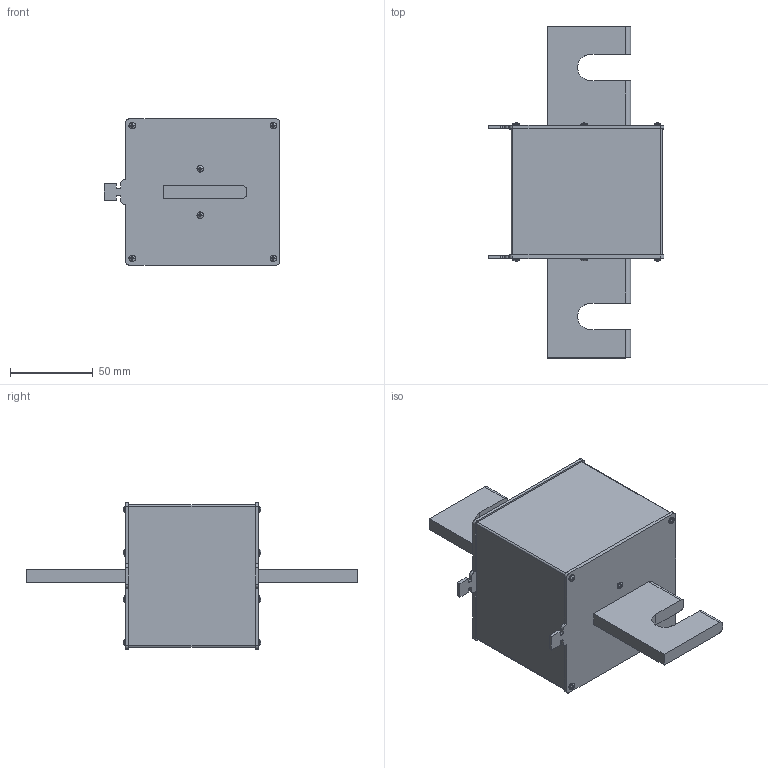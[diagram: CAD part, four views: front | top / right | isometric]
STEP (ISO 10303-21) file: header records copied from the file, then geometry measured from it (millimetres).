
FILE_DESCRIPTION (( 'STEP AP203' ), '1' );
FILE_NAME ('Ïðåäîõðàíèòåëè ïëàâêèå ÏÏÍ-41 (4) EKF PROxima.STEP', '2016-11-02T19:52:01', ( '' ), ( '' ), 'SwSTEP 2.0', 'SolidWorks 2014', '' );
FILE_SCHEMA (( 'CONFIG_CONTROL_DESIGN' ));
Length unit declared in the file: millimetre
Products named in the file (3): pan head cross recess screw_din_ISO 7045 - M2 x 3 - Z --- 3N; Ïðåäîõðàíèòåëè ïëàâêèå ÏÏÍ-41 (4) EKF PROxima
Assembly tree (13 placements, depth 2):
  Ïðåäîõðàíèòåëè ïëàâêèå ÏÏÍ-41 (4) EKF PROxima
    Ïðåäîõðàíèòåëè ïëàâêèå ÏÏÍ-41 (4) EKF PROxima
    pan head cross recess screw_din_ISO 7045 - M2 x 3 - Z --- 3N  x12
Bounding box: 106 x 200 x 88 mm (x, y, z)
Volume: 666630.9 mm3; surface area: 62308.3 mm2
Topology: 13 solids, 13 shells, 620 faces, 1518 edges, 916 vertices
Faces by surface type: plane 320, cone 132, cylinder 96, torus 48, sphere 24
Entity records: 5309 total; most frequent: DIRECTION 859, CARTESIAN_POINT 852, ORIENTED_EDGE 788, EDGE_CURVE 394, AXIS2_PLACEMENT_3D 315, VERTEX_POINT 256, VECTOR 229, LINE 229
